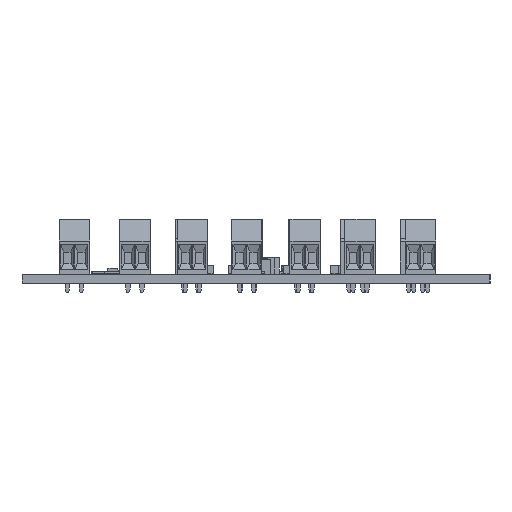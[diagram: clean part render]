
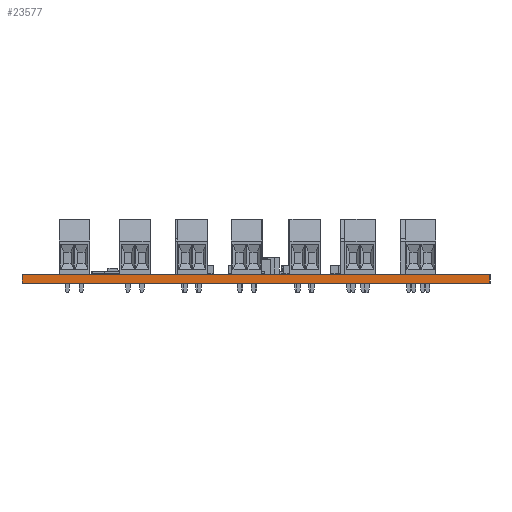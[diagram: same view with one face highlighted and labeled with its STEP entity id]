
A CAD part, left-side view. The second image highlights one B-rep face of the part: STEP entity #23577.
In plain terms, the highlighted planar face has unit normal (-1, 0, 0).
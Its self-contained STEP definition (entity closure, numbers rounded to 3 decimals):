
#23396 = PLANE('',#23397);
#23397 = AXIS2_PLACEMENT_3D('',#23398,#23399,#23400);
#23398 = CARTESIAN_POINT('',(232.5,-104.5,0.));
#23399 = DIRECTION('',(0.,-1.,0.));
#23400 = DIRECTION('',(-1.,0.,0.));
#23421 = VERTEX_POINT('',#23422);
#23422 = CARTESIAN_POINT('',(87.5,-104.5,1.6));
#23436 = PLANE('',#23437);
#23437 = AXIS2_PLACEMENT_3D('',#23438,#23439,#23440);
#23438 = CARTESIAN_POINT('',(160.,-62.,1.6));
#23439 = DIRECTION('',(-0.,-0.,-1.));
#23440 = DIRECTION('',(-1.,0.,0.));
#23448 = EDGE_CURVE('',#23449,#23421,#23451,.T.);
#23449 = VERTEX_POINT('',#23450);
#23450 = CARTESIAN_POINT('',(87.5,-104.5,0.));
#23451 = SURFACE_CURVE('',#23452,(#23456,#23463),.PCURVE_S1.);
#23452 = LINE('',#23453,#23454);
#23453 = CARTESIAN_POINT('',(87.5,-104.5,0.));
#23454 = VECTOR('',#23455,1.);
#23455 = DIRECTION('',(0.,0.,1.));
#23456 = PCURVE('',#23396,#23457);
#23457 = DEFINITIONAL_REPRESENTATION('',(#23458),#23462);
#23458 = LINE('',#23459,#23460);
#23459 = CARTESIAN_POINT('',(145.,0.));
#23460 = VECTOR('',#23461,1.);
#23461 = DIRECTION('',(0.,-1.));
#23462 = ( GEOMETRIC_REPRESENTATION_CONTEXT(2) 
PARAMETRIC_REPRESENTATION_CONTEXT() REPRESENTATION_CONTEXT('2D SPACE',''
  ) );
#23463 = PCURVE('',#23464,#23469);
#23464 = PLANE('',#23465);
#23465 = AXIS2_PLACEMENT_3D('',#23466,#23467,#23468);
#23466 = CARTESIAN_POINT('',(87.5,-104.5,0.));
#23467 = DIRECTION('',(-1.,0.,0.));
#23468 = DIRECTION('',(0.,1.,0.));
#23469 = DEFINITIONAL_REPRESENTATION('',(#23470),#23474);
#23470 = LINE('',#23471,#23472);
#23471 = CARTESIAN_POINT('',(0.,0.));
#23472 = VECTOR('',#23473,1.);
#23473 = DIRECTION('',(0.,-1.));
#23474 = ( GEOMETRIC_REPRESENTATION_CONTEXT(2) 
PARAMETRIC_REPRESENTATION_CONTEXT() REPRESENTATION_CONTEXT('2D SPACE',''
  ) );
#23490 = PLANE('',#23491);
#23491 = AXIS2_PLACEMENT_3D('',#23492,#23493,#23494);
#23492 = CARTESIAN_POINT('',(160.,-62.,0.));
#23493 = DIRECTION('',(-0.,-0.,-1.));
#23494 = DIRECTION('',(-1.,0.,0.));
#23523 = PLANE('',#23524);
#23524 = AXIS2_PLACEMENT_3D('',#23525,#23526,#23527);
#23525 = CARTESIAN_POINT('',(87.5,-19.5,0.));
#23526 = DIRECTION('',(0.,1.,0.));
#23527 = DIRECTION('',(1.,0.,0.));
#23577 = ADVANCED_FACE('',(#23578),#23464,.T.);
#23578 = FACE_BOUND('',#23579,.T.);
#23579 = EDGE_LOOP('',(#23580,#23581,#23604,#23627));
#23580 = ORIENTED_EDGE('',*,*,#23448,.T.);
#23581 = ORIENTED_EDGE('',*,*,#23582,.T.);
#23582 = EDGE_CURVE('',#23421,#23583,#23585,.T.);
#23583 = VERTEX_POINT('',#23584);
#23584 = CARTESIAN_POINT('',(87.5,-19.5,1.6));
#23585 = SURFACE_CURVE('',#23586,(#23590,#23597),.PCURVE_S1.);
#23586 = LINE('',#23587,#23588);
#23587 = CARTESIAN_POINT('',(87.5,-104.5,1.6));
#23588 = VECTOR('',#23589,1.);
#23589 = DIRECTION('',(0.,1.,0.));
#23590 = PCURVE('',#23464,#23591);
#23591 = DEFINITIONAL_REPRESENTATION('',(#23592),#23596);
#23592 = LINE('',#23593,#23594);
#23593 = CARTESIAN_POINT('',(0.,-1.6));
#23594 = VECTOR('',#23595,1.);
#23595 = DIRECTION('',(1.,0.));
#23596 = ( GEOMETRIC_REPRESENTATION_CONTEXT(2) 
PARAMETRIC_REPRESENTATION_CONTEXT() REPRESENTATION_CONTEXT('2D SPACE',''
  ) );
#23597 = PCURVE('',#23436,#23598);
#23598 = DEFINITIONAL_REPRESENTATION('',(#23599),#23603);
#23599 = LINE('',#23600,#23601);
#23600 = CARTESIAN_POINT('',(72.5,-42.5));
#23601 = VECTOR('',#23602,1.);
#23602 = DIRECTION('',(0.,1.));
#23603 = ( GEOMETRIC_REPRESENTATION_CONTEXT(2) 
PARAMETRIC_REPRESENTATION_CONTEXT() REPRESENTATION_CONTEXT('2D SPACE',''
  ) );
#23604 = ORIENTED_EDGE('',*,*,#23605,.F.);
#23605 = EDGE_CURVE('',#23606,#23583,#23608,.T.);
#23606 = VERTEX_POINT('',#23607);
#23607 = CARTESIAN_POINT('',(87.5,-19.5,0.));
#23608 = SURFACE_CURVE('',#23609,(#23613,#23620),.PCURVE_S1.);
#23609 = LINE('',#23610,#23611);
#23610 = CARTESIAN_POINT('',(87.5,-19.5,0.));
#23611 = VECTOR('',#23612,1.);
#23612 = DIRECTION('',(0.,0.,1.));
#23613 = PCURVE('',#23464,#23614);
#23614 = DEFINITIONAL_REPRESENTATION('',(#23615),#23619);
#23615 = LINE('',#23616,#23617);
#23616 = CARTESIAN_POINT('',(85.,0.));
#23617 = VECTOR('',#23618,1.);
#23618 = DIRECTION('',(0.,-1.));
#23619 = ( GEOMETRIC_REPRESENTATION_CONTEXT(2) 
PARAMETRIC_REPRESENTATION_CONTEXT() REPRESENTATION_CONTEXT('2D SPACE',''
  ) );
#23620 = PCURVE('',#23523,#23621);
#23621 = DEFINITIONAL_REPRESENTATION('',(#23622),#23626);
#23622 = LINE('',#23623,#23624);
#23623 = CARTESIAN_POINT('',(0.,0.));
#23624 = VECTOR('',#23625,1.);
#23625 = DIRECTION('',(0.,-1.));
#23626 = ( GEOMETRIC_REPRESENTATION_CONTEXT(2) 
PARAMETRIC_REPRESENTATION_CONTEXT() REPRESENTATION_CONTEXT('2D SPACE',''
  ) );
#23627 = ORIENTED_EDGE('',*,*,#23628,.F.);
#23628 = EDGE_CURVE('',#23449,#23606,#23629,.T.);
#23629 = SURFACE_CURVE('',#23630,(#23634,#23641),.PCURVE_S1.);
#23630 = LINE('',#23631,#23632);
#23631 = CARTESIAN_POINT('',(87.5,-104.5,0.));
#23632 = VECTOR('',#23633,1.);
#23633 = DIRECTION('',(0.,1.,0.));
#23634 = PCURVE('',#23464,#23635);
#23635 = DEFINITIONAL_REPRESENTATION('',(#23636),#23640);
#23636 = LINE('',#23637,#23638);
#23637 = CARTESIAN_POINT('',(0.,0.));
#23638 = VECTOR('',#23639,1.);
#23639 = DIRECTION('',(1.,0.));
#23640 = ( GEOMETRIC_REPRESENTATION_CONTEXT(2) 
PARAMETRIC_REPRESENTATION_CONTEXT() REPRESENTATION_CONTEXT('2D SPACE',''
  ) );
#23641 = PCURVE('',#23490,#23642);
#23642 = DEFINITIONAL_REPRESENTATION('',(#23643),#23647);
#23643 = LINE('',#23644,#23645);
#23644 = CARTESIAN_POINT('',(72.5,-42.5));
#23645 = VECTOR('',#23646,1.);
#23646 = DIRECTION('',(0.,1.));
#23647 = ( GEOMETRIC_REPRESENTATION_CONTEXT(2) 
PARAMETRIC_REPRESENTATION_CONTEXT() REPRESENTATION_CONTEXT('2D SPACE',''
  ) );
